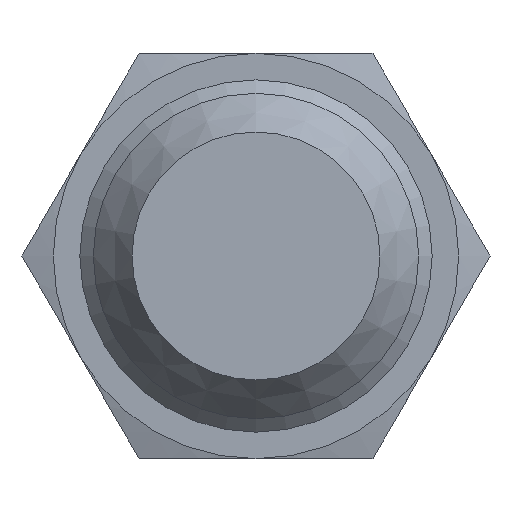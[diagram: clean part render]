
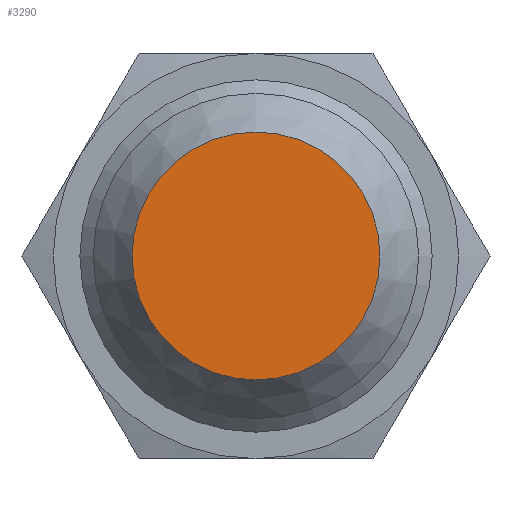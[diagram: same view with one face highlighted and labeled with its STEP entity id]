
A CAD part, left-side view. The second image highlights one B-rep face of the part: STEP entity #3290.
In plain terms, the highlighted planar face has unit normal (-1, 0, 0).
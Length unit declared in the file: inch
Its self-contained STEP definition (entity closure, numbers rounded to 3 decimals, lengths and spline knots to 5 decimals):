
#3247=CARTESIAN_POINT('',(-0.945,0.,0.572));
#3248=VERTEX_POINT('',#3247);
#3249=CARTESIAN_POINT('',(-0.945,0.,0.));
#3250=DIRECTION('',(1.0,0.0,0.0));
#3251=DIRECTION('',(0.0,0.0,-1.0));
#3252=AXIS2_PLACEMENT_3D('',#3249,#3250,#3251);
#3253=CIRCLE('',#3252,0.572);
#3254=EDGE_CURVE('',#3248,#3248,#3253,.T.);
#3282=CARTESIAN_POINT('',(-0.945,0.,0.));
#3283=DIRECTION('',(1.0,0.0,0.0));
#3284=DIRECTION('',(0.0,0.0,-1.0));
#3285=AXIS2_PLACEMENT_3D('',#3282,#3283,#3284);
#3286=PLANE('',#3285);
#3287=ORIENTED_EDGE('',*,*,#3254,.F.);
#3288=EDGE_LOOP('',(#3287));
#3289=FACE_OUTER_BOUND('',#3288,.T.);
#3290=ADVANCED_FACE('',(#3289),#3286,.F.);
